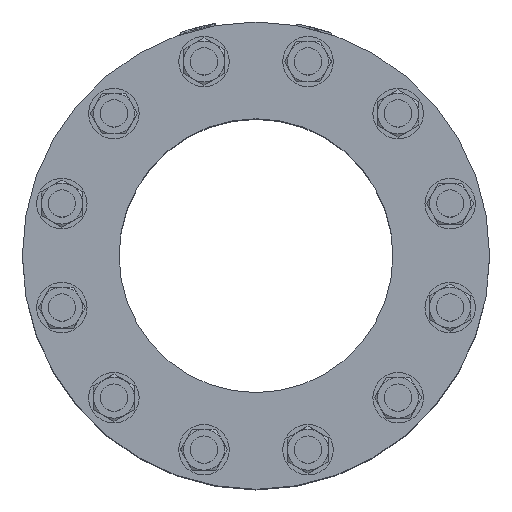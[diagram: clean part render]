
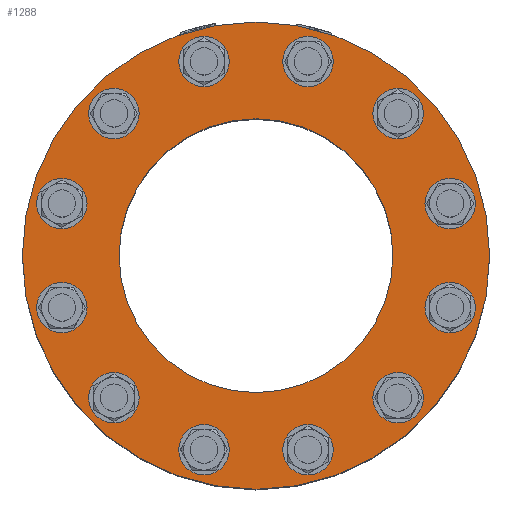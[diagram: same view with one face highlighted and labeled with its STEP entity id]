
A CAD part, top view. The second image highlights one B-rep face of the part: STEP entity #1288.
In plain terms, the highlighted planar face has unit normal (0, 0, 1).
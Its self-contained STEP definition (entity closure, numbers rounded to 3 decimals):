
#818 = FACE_BOUND ( 'NONE', #13651, .T. ) ;
#823 = FACE_OUTER_BOUND ( 'NONE', #13712, .T. ) ;
#825 = FACE_BOUND ( 'NONE', #13714, .T. ) ;
#826 = FACE_BOUND ( 'NONE', #13652, .T. ) ;
#828 = FACE_BOUND ( 'NONE', #13654, .T. ) ;
#830 = FACE_BOUND ( 'NONE', #13690, .T. ) ;
#831 = FACE_BOUND ( 'NONE', #13692, .T. ) ;
#832 = FACE_BOUND ( 'NONE', #13705, .T. ) ;
#833 = FACE_BOUND ( 'NONE', #13645, .T. ) ;
#834 = FACE_BOUND ( 'NONE', #13642, .T. ) ;
#835 = FACE_BOUND ( 'NONE', #13643, .T. ) ;
#836 = FACE_BOUND ( 'NONE', #13680, .T. ) ;
#837 = FACE_BOUND ( 'NONE', #13699, .T. ) ;
#838 = FACE_BOUND ( 'NONE', #13703, .T. ) ;
#1134 = DIRECTION ( 'NONE',  ( -1., 0., 0. ) ) ;
#1135 = DIRECTION ( 'NONE',  ( 0., 0., -1. ) ) ;
#1136 = PLANE ( 'NONE',  #14663 ) ;
#1137 = CARTESIAN_POINT ( 'NONE',  ( 0., 0., 280. ) ) ;
#1288 = ADVANCED_FACE ( 'NONE', ( #823, #826, #825, #818, #828, #830, #831, #832, #833, #834, #835, #836, #837, #838 ), #1136, .F. ) ;
#7998 = AXIS2_PLACEMENT_3D ( 'NONE', #12024, #12025, #12026 ) ;
#8015 = AXIS2_PLACEMENT_3D ( 'NONE', #12245, #12246, #12247 ) ;
#8024 = AXIS2_PLACEMENT_3D ( 'NONE', #12371, #12372, #12373 ) ;
#8030 = AXIS2_PLACEMENT_3D ( 'NONE', #12402, #12403, #12404 ) ;
#8033 = AXIS2_PLACEMENT_3D ( 'NONE', #12429, #12430, #12431 ) ;
#8035 = AXIS2_PLACEMENT_3D ( 'NONE', #12435, #12436, #12437 ) ;
#8036 = AXIS2_PLACEMENT_3D ( 'NONE', #12438, #12439, #12440 ) ;
#8039 = AXIS2_PLACEMENT_3D ( 'NONE', #12456, #12457, #12458 ) ;
#8040 = AXIS2_PLACEMENT_3D ( 'NONE', #12470, #12471, #12472 ) ;
#8044 = AXIS2_PLACEMENT_3D ( 'NONE', #12485, #12486, #12487 ) ;
#8045 = AXIS2_PLACEMENT_3D ( 'NONE', #12496, #12497, #12498 ) ;
#8046 = AXIS2_PLACEMENT_3D ( 'NONE', #12503, #12504, #12505 ) ;
#8066 = AXIS2_PLACEMENT_3D ( 'NONE', #12893, #12894, #12895 ) ;
#8073 = AXIS2_PLACEMENT_3D ( 'NONE', #12983, #12984, #12985 ) ;
#10511 = CIRCLE ( 'NONE', #7998, 18.5 ) ;
#10567 = CIRCLE ( 'NONE', #8015, 100.5 ) ;
#10594 = CIRCLE ( 'NONE', #8024, 18.5 ) ;
#10605 = CIRCLE ( 'NONE', #8030, 18.5 ) ;
#10612 = CIRCLE ( 'NONE', #8035, 18.5 ) ;
#10614 = CIRCLE ( 'NONE', #8033, 18.5 ) ;
#10617 = CIRCLE ( 'NONE', #8036, 18.5 ) ;
#10620 = CIRCLE ( 'NONE', #8039, 171.5 ) ;
#10622 = CIRCLE ( 'NONE', #8040, 18.5 ) ;
#10625 = CIRCLE ( 'NONE', #8044, 18.5 ) ;
#10630 = CIRCLE ( 'NONE', #8045, 18.5 ) ;
#10633 = CIRCLE ( 'NONE', #8046, 18.5 ) ;
#10724 = CIRCLE ( 'NONE', #8066, 18.5 ) ;
#10742 = CIRCLE ( 'NONE', #8073, 18.5 ) ;
#10871 = VERTEX_POINT ( 'NONE', #13127 ) ;
#10881 = VERTEX_POINT ( 'NONE', #13137 ) ;
#10885 = VERTEX_POINT ( 'NONE', #13141 ) ;
#10887 = VERTEX_POINT ( 'NONE', #13143 ) ;
#10889 = VERTEX_POINT ( 'NONE', #13145 ) ;
#10890 = VERTEX_POINT ( 'NONE', #13146 ) ;
#10891 = VERTEX_POINT ( 'NONE', #13147 ) ;
#10894 = VERTEX_POINT ( 'NONE', #13150 ) ;
#10895 = VERTEX_POINT ( 'NONE', #13151 ) ;
#10898 = VERTEX_POINT ( 'NONE', #13154 ) ;
#10899 = VERTEX_POINT ( 'NONE', #13155 ) ;
#10900 = VERTEX_POINT ( 'NONE', #13156 ) ;
#10911 = VERTEX_POINT ( 'NONE', #13167 ) ;
#10914 = VERTEX_POINT ( 'NONE', #13170 ) ;
#12024 = CARTESIAN_POINT ( 'NONE',  ( 104.298, -104.298, 280. ) ) ;
#12025 = DIRECTION ( 'NONE',  ( 0., 0., -1. ) ) ;
#12026 = DIRECTION ( 'NONE',  ( 0.5, -0.866, 0. ) ) ;
#12245 = CARTESIAN_POINT ( 'NONE',  ( 0., 0., 280. ) ) ;
#12246 = DIRECTION ( 'NONE',  ( 0., 0., -1. ) ) ;
#12247 = DIRECTION ( 'NONE',  ( -1., 0., 0. ) ) ;
#12371 = CARTESIAN_POINT ( 'NONE',  ( 142.474, -38.176, 280. ) ) ;
#12372 = DIRECTION ( 'NONE',  ( 0., 0., -1. ) ) ;
#12373 = DIRECTION ( 'NONE',  ( 0.866, -0.5, 0. ) ) ;
#12402 = CARTESIAN_POINT ( 'NONE',  ( 38.176, -142.474, 280. ) ) ;
#12403 = DIRECTION ( 'NONE',  ( 0., 0., -1. ) ) ;
#12404 = DIRECTION ( 'NONE',  ( 0., -1., 0. ) ) ;
#12429 = CARTESIAN_POINT ( 'NONE',  ( 142.474, 38.176, 280. ) ) ;
#12430 = DIRECTION ( 'NONE',  ( 0., 0., -1. ) ) ;
#12431 = DIRECTION ( 'NONE',  ( 1., 0., 0. ) ) ;
#12435 = CARTESIAN_POINT ( 'NONE',  ( 104.298, 104.298, 280. ) ) ;
#12436 = DIRECTION ( 'NONE',  ( 0., 0., -1. ) ) ;
#12437 = DIRECTION ( 'NONE',  ( 0.866, 0.5, 0. ) ) ;
#12438 = CARTESIAN_POINT ( 'NONE',  ( 38.176, 142.474, 280. ) ) ;
#12439 = DIRECTION ( 'NONE',  ( 0., 0., -1. ) ) ;
#12440 = DIRECTION ( 'NONE',  ( 0.5, 0.866, 0. ) ) ;
#12456 = CARTESIAN_POINT ( 'NONE',  ( 0., 0., 280. ) ) ;
#12457 = DIRECTION ( 'NONE',  ( 0., 0., -1. ) ) ;
#12458 = DIRECTION ( 'NONE',  ( -1., 0., 0. ) ) ;
#12470 = CARTESIAN_POINT ( 'NONE',  ( -142.474, 38.176, 280. ) ) ;
#12471 = DIRECTION ( 'NONE',  ( 0., 0., -1. ) ) ;
#12472 = DIRECTION ( 'NONE',  ( -0.866, 0.5, 0. ) ) ;
#12485 = CARTESIAN_POINT ( 'NONE',  ( -38.176, -142.474, 280. ) ) ;
#12486 = DIRECTION ( 'NONE',  ( 0., 0., -1. ) ) ;
#12487 = DIRECTION ( 'NONE',  ( -0.5, -0.866, 0. ) ) ;
#12496 = CARTESIAN_POINT ( 'NONE',  ( -104.298, -104.298, 280. ) ) ;
#12497 = DIRECTION ( 'NONE',  ( 0., 0., -1. ) ) ;
#12498 = DIRECTION ( 'NONE',  ( -0.866, -0.5, 0. ) ) ;
#12503 = CARTESIAN_POINT ( 'NONE',  ( -142.474, -38.176, 280. ) ) ;
#12504 = DIRECTION ( 'NONE',  ( 0., 0., -1. ) ) ;
#12505 = DIRECTION ( 'NONE',  ( -1., 0., 0. ) ) ;
#12893 = CARTESIAN_POINT ( 'NONE',  ( -104.298, 104.298, 280. ) ) ;
#12894 = DIRECTION ( 'NONE',  ( 0., 0., -1. ) ) ;
#12895 = DIRECTION ( 'NONE',  ( -0.5, 0.866, 0. ) ) ;
#12983 = CARTESIAN_POINT ( 'NONE',  ( -38.176, 142.474, 280. ) ) ;
#12984 = DIRECTION ( 'NONE',  ( 0., 0., -1. ) ) ;
#12985 = DIRECTION ( 'NONE',  ( 0., 1., 0. ) ) ;
#13127 = CARTESIAN_POINT ( 'NONE',  ( 113.548, -120.32, 280. ) ) ;
#13137 = CARTESIAN_POINT ( 'NONE',  ( -100.5, 0., 280. ) ) ;
#13141 = CARTESIAN_POINT ( 'NONE',  ( 158.496, -47.426, 280. ) ) ;
#13143 = CARTESIAN_POINT ( 'NONE',  ( 38.176, -160.974, 280. ) ) ;
#13145 = CARTESIAN_POINT ( 'NONE',  ( 160.974, 38.176, 280. ) ) ;
#13146 = CARTESIAN_POINT ( 'NONE',  ( 120.32, 113.548, 280. ) ) ;
#13147 = CARTESIAN_POINT ( 'NONE',  ( 47.426, 158.496, 280. ) ) ;
#13150 = CARTESIAN_POINT ( 'NONE',  ( -171.5, 0., 280. ) ) ;
#13151 = CARTESIAN_POINT ( 'NONE',  ( -158.496, 47.426, 280. ) ) ;
#13154 = CARTESIAN_POINT ( 'NONE',  ( -47.426, -158.496, 280. ) ) ;
#13155 = CARTESIAN_POINT ( 'NONE',  ( -120.32, -113.548, 280. ) ) ;
#13156 = CARTESIAN_POINT ( 'NONE',  ( -160.974, -38.176, 280. ) ) ;
#13167 = CARTESIAN_POINT ( 'NONE',  ( -113.548, 120.32, 280. ) ) ;
#13170 = CARTESIAN_POINT ( 'NONE',  ( -38.176, 160.974, 280. ) ) ;
#13599 = ORIENTED_EDGE ( 'NONE', *, *, #15637, .T. ) ;
#13625 = ORIENTED_EDGE ( 'NONE', *, *, #15589, .T. ) ;
#13626 = ORIENTED_EDGE ( 'NONE', *, *, #15652, .T. ) ;
#13627 = ORIENTED_EDGE ( 'NONE', *, *, #15628, .T. ) ;
#13628 = ORIENTED_EDGE ( 'NONE', *, *, #15638, .T. ) ;
#13629 = ORIENTED_EDGE ( 'NONE', *, *, #15635, .T. ) ;
#13630 = ORIENTED_EDGE ( 'NONE', *, *, #15535, .T. ) ;
#13631 = ORIENTED_EDGE ( 'NONE', *, *, #15642, .F. ) ;
#13632 = ORIENTED_EDGE ( 'NONE', *, *, #15619, .T. ) ;
#13633 = ORIENTED_EDGE ( 'NONE', *, *, #15650, .T. ) ;
#13634 = ORIENTED_EDGE ( 'NONE', *, *, #15655, .T. ) ;
#13635 = ORIENTED_EDGE ( 'NONE', *, *, #15766, .T. ) ;
#13636 = ORIENTED_EDGE ( 'NONE', *, *, #15646, .T. ) ;
#13637 = ORIENTED_EDGE ( 'NONE', *, *, #15746, .T. ) ;
#13642 = EDGE_LOOP ( 'NONE', ( #13629 ) ) ;
#13643 = EDGE_LOOP ( 'NONE', ( #13628 ) ) ;
#13645 = EDGE_LOOP ( 'NONE', ( #13630 ) ) ;
#13651 = EDGE_LOOP ( 'NONE', ( #13636 ) ) ;
#13652 = EDGE_LOOP ( 'NONE', ( #13637 ) ) ;
#13654 = EDGE_LOOP ( 'NONE', ( #13635 ) ) ;
#13680 = EDGE_LOOP ( 'NONE', ( #13627 ) ) ;
#13690 = EDGE_LOOP ( 'NONE', ( #13634 ) ) ;
#13692 = EDGE_LOOP ( 'NONE', ( #13633 ) ) ;
#13699 = EDGE_LOOP ( 'NONE', ( #13626 ) ) ;
#13703 = EDGE_LOOP ( 'NONE', ( #13625 ) ) ;
#13705 = EDGE_LOOP ( 'NONE', ( #13632 ) ) ;
#13712 = EDGE_LOOP ( 'NONE', ( #13631 ) ) ;
#13714 = EDGE_LOOP ( 'NONE', ( #13599 ) ) ;
#14663 = AXIS2_PLACEMENT_3D ( 'NONE', #1137, #1135, #1134 ) ;
#15535 = EDGE_CURVE ( 'NONE', #10871, #10871, #10511, .T. ) ;
#15589 = EDGE_CURVE ( 'NONE', #10881, #10881, #10567, .T. ) ;
#15619 = EDGE_CURVE ( 'NONE', #10885, #10885, #10594, .T. ) ;
#15628 = EDGE_CURVE ( 'NONE', #10887, #10887, #10605, .T. ) ;
#15635 = EDGE_CURVE ( 'NONE', #10889, #10889, #10614, .T. ) ;
#15637 = EDGE_CURVE ( 'NONE', #10890, #10890, #10612, .T. ) ;
#15638 = EDGE_CURVE ( 'NONE', #10891, #10891, #10617, .T. ) ;
#15642 = EDGE_CURVE ( 'NONE', #10894, #10894, #10620, .T. ) ;
#15646 = EDGE_CURVE ( 'NONE', #10895, #10895, #10622, .T. ) ;
#15650 = EDGE_CURVE ( 'NONE', #10898, #10898, #10625, .T. ) ;
#15652 = EDGE_CURVE ( 'NONE', #10899, #10899, #10630, .T. ) ;
#15655 = EDGE_CURVE ( 'NONE', #10900, #10900, #10633, .T. ) ;
#15746 = EDGE_CURVE ( 'NONE', #10911, #10911, #10724, .T. ) ;
#15766 = EDGE_CURVE ( 'NONE', #10914, #10914, #10742, .T. ) ;
